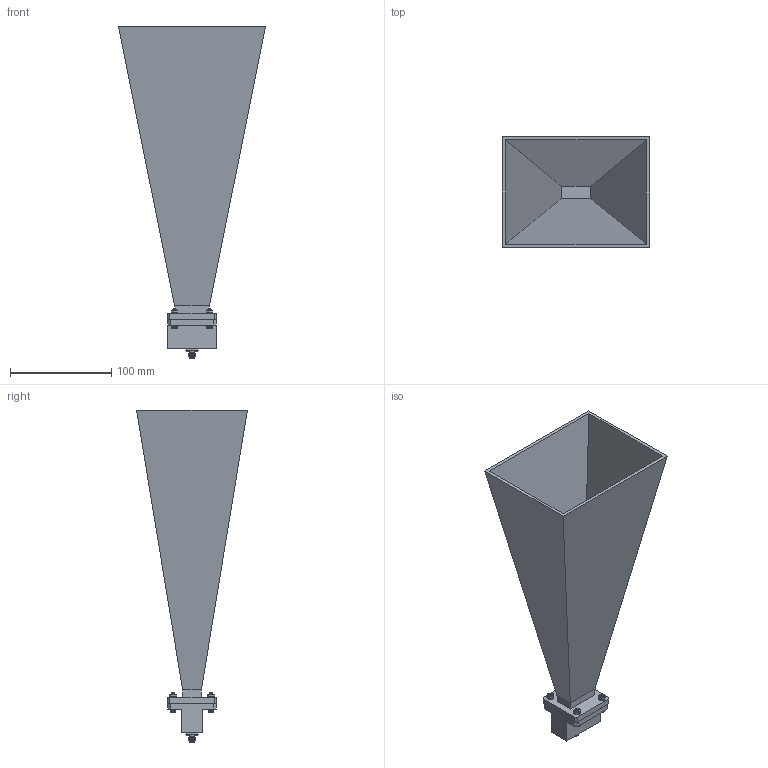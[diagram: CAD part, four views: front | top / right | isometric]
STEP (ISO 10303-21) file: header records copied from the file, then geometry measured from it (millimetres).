
FILE_DESCRIPTION (( 'STEP AP214' ), '1' );
FILE_NAME ('PEWAN112-20ELSF_3D.STEP', '2022-01-21T18:23:54', ( '' ), ( '' ), 'SwSTEP 2.0', 'SolidWorks 2021', '' );
FILE_SCHEMA (( 'AUTOMOTIVE_DESIGN' ));
Length unit declared in the file: inch
Products named in the file (6): 6-32HN-NARROW_90730A007; PEWAN112-20ELSF_3D; 6-32SH-HXx.625_92196A150; PE9865; 6-LW; PEWAN112-20
Assembly tree (14 placements, depth 2):
  PEWAN112-20ELSF_3D
    6-32SH-HXx.625_92196A150  x4
    6-LW  x4
    PE9865
    PEWAN112-20
    6-32HN-NARROW_90730A007  x4
Bounding box: 145.48 x 109.47 x 328.2 mm (x, y, z)
Volume: 329074.1 mm3; surface area: 187304.3 mm2
Topology: 14 solids, 19 shells, 1126 faces, 2593 edges, 1526 vertices
Faces by surface type: plane 705, cone 348, cylinder 48, bspline 20, torus 5
Full cylindrical faces by diameter (mm): 1 x1, 1.246 x4, 1.3 x1, 2.951 x4, 4.224 x1, 4.282 x1, 4.3 x5, 4.318 x4, 4.6 x1, 5.257 x1, 5.338 x1
Entity records: 14998 total; most frequent: CARTESIAN_POINT 5764, ORIENTED_EDGE 1878, DIRECTION 1658, EDGE_CURVE 939, AXIS2_PLACEMENT_3D 619, VERTEX_POINT 601, EDGE_LOOP 510, FACE_OUTER_BOUND 453
